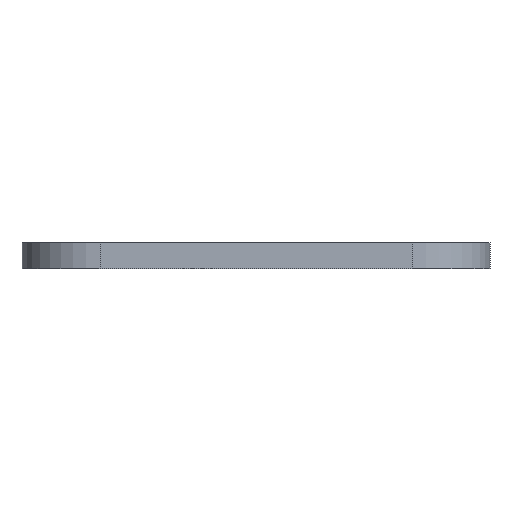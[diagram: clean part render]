
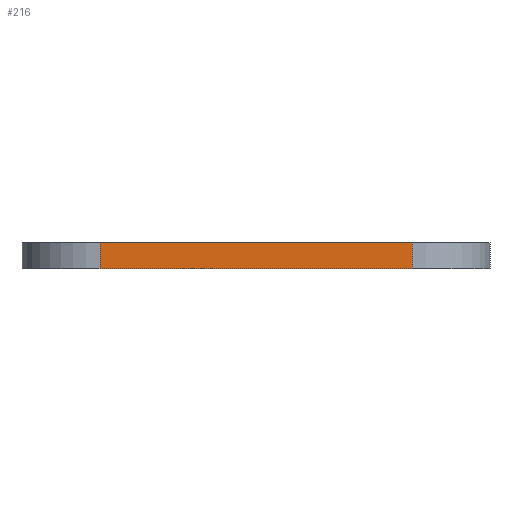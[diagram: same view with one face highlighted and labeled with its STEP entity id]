
A CAD part, left-side view. The second image highlights one B-rep face of the part: STEP entity #216.
In plain terms, the highlighted planar face has unit normal (-1, 0, 0).
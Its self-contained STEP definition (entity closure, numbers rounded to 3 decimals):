
#216 = ADVANCED_FACE ( 'NONE', ( #1289 ), #1164, .T. ) ;
#217 = EDGE_LOOP ( 'NONE', ( #218, #328, #526, #528 ) ) ;
#218 = ORIENTED_EDGE ( 'NONE', *, *, #219, .F. ) ;
#219 = EDGE_CURVE ( 'NONE', #220, #233, #1159, .T. ) ;
#220 = VERTEX_POINT ( 'NONE', #1155 ) ;
#233 = VERTEX_POINT ( 'NONE', #1329 ) ;
#328 = ORIENTED_EDGE ( 'NONE', *, *, #524, .F. ) ;
#332 = EDGE_CURVE ( 'NONE', #334, #233, #1379, .T. ) ;
#334 = VERTEX_POINT ( 'NONE', #1529 ) ;
#524 = EDGE_CURVE ( 'NONE', #525, #220, #1800, .T. ) ;
#525 = VERTEX_POINT ( 'NONE', #1796 ) ;
#526 = ORIENTED_EDGE ( 'NONE', *, *, #527, .T. ) ;
#527 = EDGE_CURVE ( 'NONE', #525, #334, #1795, .T. ) ;
#528 = ORIENTED_EDGE ( 'NONE', *, *, #332, .T. ) ;
#1155 = CARTESIAN_POINT ( 'NONE',  ( -105., 30., 0. ) ) ;
#1156 = DIRECTION ( 'NONE',  ( 0., -1., 0. ) ) ;
#1157 = VECTOR ( 'NONE', #1156, 1000. ) ;
#1158 = CARTESIAN_POINT ( 'NONE',  ( -105., 30., 0. ) ) ;
#1159 = LINE ( 'NONE', #1158, #1157 ) ;
#1160 = DIRECTION ( 'NONE',  ( 0., -1., 0. ) ) ;
#1161 = DIRECTION ( 'NONE',  ( -1., 0., 0. ) ) ;
#1162 = CARTESIAN_POINT ( 'NONE',  ( -105., 30., -5. ) ) ;
#1163 = AXIS2_PLACEMENT_3D ( 'NONE', #1162, #1161, #1160 ) ;
#1164 = PLANE ( 'NONE',  #1163 ) ;
#1289 = FACE_OUTER_BOUND ( 'NONE', #217, .T. ) ;
#1329 = CARTESIAN_POINT ( 'NONE',  ( -105., -30., 0. ) ) ;
#1378 = CARTESIAN_POINT ( 'NONE',  ( -105., -30., -5. ) ) ;
#1379 = LINE ( 'NONE', #1378, #1532 ) ;
#1529 = CARTESIAN_POINT ( 'NONE',  ( -105., -30., -5. ) ) ;
#1531 = DIRECTION ( 'NONE',  ( 0., 0., 1. ) ) ;
#1532 = VECTOR ( 'NONE', #1531, 1000. ) ;
#1792 = DIRECTION ( 'NONE',  ( 0., -1., 0. ) ) ;
#1793 = VECTOR ( 'NONE', #1792, 1000. ) ;
#1794 = CARTESIAN_POINT ( 'NONE',  ( -105., 30., -5. ) ) ;
#1795 = LINE ( 'NONE', #1794, #1793 ) ;
#1796 = CARTESIAN_POINT ( 'NONE',  ( -105., 30., -5. ) ) ;
#1797 = DIRECTION ( 'NONE',  ( 0., 0., 1. ) ) ;
#1798 = VECTOR ( 'NONE', #1797, 1000. ) ;
#1799 = CARTESIAN_POINT ( 'NONE',  ( -105., 30., -5. ) ) ;
#1800 = LINE ( 'NONE', #1799, #1798 ) ;
